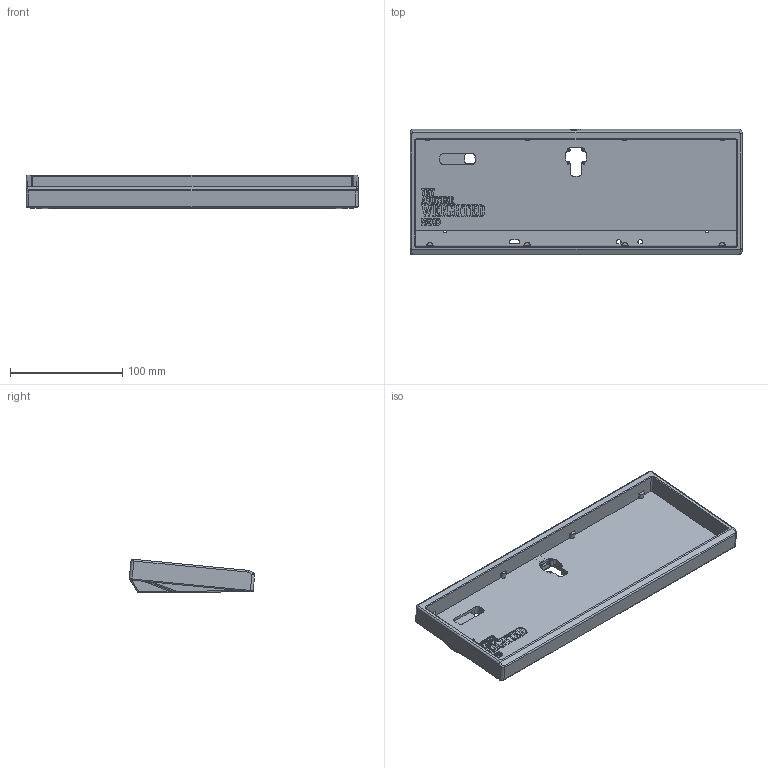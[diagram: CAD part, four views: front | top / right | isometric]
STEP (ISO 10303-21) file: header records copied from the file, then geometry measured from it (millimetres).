
FILE_DESCRIPTION(/* description */ (''),/* implementation_level */ '2;1');
FILE_NAME(/* name */ 'waffling yawb no engraving.step',/* time_stamp */ '2024-10-06T21:29:17+02:00',/* author */ (''),/* organization */ (''),/* preprocessor_version */ 'ST-DEVELOPER v20',/* originating_system */ 'Autodesk Translation Framework v13.20.0.188',/* authorisation */ '');
FILE_SCHEMA (('AUTOMOTIVE_DESIGN { 1 0 10303 214 3 1 1 }'));
Length unit declared in the file: millimetre
Products named in the file (1): (Sin guardar)
Bounding box: 295.7 x 111.65 x 29.78 mm (x, y, z)
Volume: 247564.4 mm3; surface area: 97103.4 mm2
Topology: 1 solids, 1 shells, 883 faces, 2459 edges, 1611 vertices
Faces by surface type: bspline 491, plane 240, cylinder 118, cone 26, sphere 4, torus 4
Full cylindrical faces by diameter (mm): 1.6 x4, 2.529 x4, 8.5 x4
Entity records: 31052 total; most frequent: CARTESIAN_POINT 11384, ORIENTED_EDGE 4914, DIRECTION 2619, EDGE_CURVE 2457, VERTEX_POINT 1611, LINE 1217, VECTOR 1217, EDGE_LOOP 942
